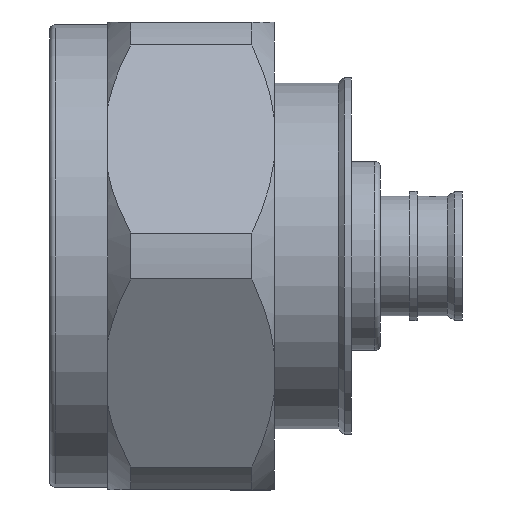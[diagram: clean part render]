
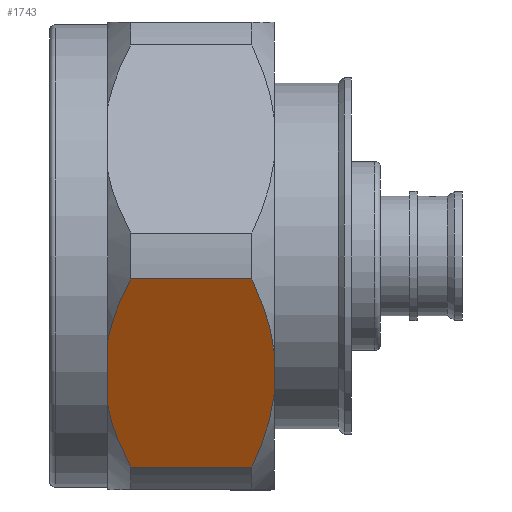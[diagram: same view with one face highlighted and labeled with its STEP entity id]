
A CAD part, front view. The second image highlights one B-rep face of the part: STEP entity #1743.
In plain terms, the highlighted planar face has unit normal (0, -0.866, -0.5).
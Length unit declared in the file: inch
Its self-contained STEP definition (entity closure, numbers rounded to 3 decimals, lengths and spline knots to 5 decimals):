
#19 = ORIENTED_EDGE ( 'NONE', *, *, #382, .F. ) ;
#72 = ORIENTED_EDGE ( 'NONE', *, *, #1513, .F. ) ;
#97 = CARTESIAN_POINT ( 'NONE',  ( 0.20274, -0.41129, -0.53762 ) ) ;
#137 = VERTEX_POINT ( 'NONE', #1928 ) ;
#143 = CARTESIAN_POINT ( 'NONE',  ( 0.1552, -0.49051, -0.4004 ) ) ;
#254 = B_SPLINE_CURVE_WITH_KNOTS ( 'NONE', 3,
 ( #3933, #5061, #1146, #2361, #2744, #368, #3150, #762 ),
 .UNSPECIFIED., .F., .F.,
 ( 4, 2, 2, 4 ),
 ( 0.02783, 0.03035, 0.03161, 0.03287 ),
 .UNSPECIFIED. ) ;
#311 = FACE_OUTER_BOUND ( 'NONE', #3164, .T. ) ;
#345 = CARTESIAN_POINT ( 'NONE',  ( 0.54048, -0.68623, -0.06141 ) ) ;
#368 = CARTESIAN_POINT ( 'NONE',  ( 0.20311, -0.67117, -0.0875 ) ) ;
#382 = EDGE_CURVE ( 'NONE', #827, #3531, #4953, .T. ) ;
#468 = PLANE ( 'NONE',  #2979 ) ;
#473 = CARTESIAN_POINT ( 'NONE',  ( 0.16927, -0.45827, -0.45626 ) ) ;
#505 = CARTESIAN_POINT ( 'NONE',  ( 0.59945, -0.38411, -0.58471 ) ) ;
#508 = EDGE_CURVE ( 'NONE', #940, #827, #3197, .T. ) ;
#603 = DIRECTION ( 'NONE',  ( 0., -0.5, 0.866 ) ) ;
#612 = LINE ( 'NONE', #4559, #4947 ) ;
#712 = EDGE_CURVE ( 'NONE', #3005, #940, #4501, .T. ) ;
#762 = CARTESIAN_POINT ( 'NONE',  ( 0.21663, -0.68623, -0.06141 ) ) ;
#773 = CARTESIAN_POINT ( 'NONE',  ( 0.55507, -0.6685, -0.09213 ) ) ;
#777 = CARTESIAN_POINT ( 'NONE',  ( 0.59453, -0.48821, -0.40439 ) ) ;
#827 = VERTEX_POINT ( 'NONE', #1240 ) ;
#866 = CARTESIAN_POINT ( 'NONE',  ( 0.21663, -0.68623, -0.06141 ) ) ;
#886 = CARTESIAN_POINT ( 'NONE',  ( 0.9, -0.36084, -0.625 ) ) ;
#940 = VERTEX_POINT ( 'NONE', #2884 ) ;
#964 = DIRECTION ( 'NONE',  ( 1., 0., 0. ) ) ;
#1055 = CARTESIAN_POINT ( 'NONE',  ( 0.59945, -0.50748, -0.37103 ) ) ;
#1116 = EDGE_CURVE ( 'NONE', #3531, #4455, #3167, .T. ) ;
#1139 = ORIENTED_EDGE ( 'NONE', *, *, #1220, .F. ) ;
#1146 = CARTESIAN_POINT ( 'NONE',  ( 0.16926, -0.62425, -0.16876 ) ) ;
#1220 = EDGE_CURVE ( 'NONE', #4899, #2588, #612, .T. ) ;
#1240 = CARTESIAN_POINT ( 'NONE',  ( 0.21663, -0.3963, -0.56359 ) ) ;
#1284 = ORIENTED_EDGE ( 'NONE', *, *, #2218, .F. ) ;
#1513 = EDGE_CURVE ( 'NONE', #4455, #4899, #254, .T. ) ;
#1559 = CARTESIAN_POINT ( 'NONE',  ( 0.54048, -0.68623, -0.06141 ) ) ;
#1623 = CARTESIAN_POINT ( 'NONE',  ( 0.59742, -0.49782, -0.38775 ) ) ;
#1640 = CARTESIAN_POINT ( 'NONE',  ( 0.56781, -0.4322, -0.5014 ) ) ;
#1734 = DIRECTION ( 'NONE',  ( 0., 0.5, -0.866 ) ) ;
#1743 = ADVANCED_FACE ( 'NONE', ( #311 ), #468, .T. ) ;
#1785 = ORIENTED_EDGE ( 'NONE', *, *, #1116, .F. ) ;
#1928 = CARTESIAN_POINT ( 'NONE',  ( 0.59945, -0.57506, -0.25397 ) ) ;
#1947 = CARTESIAN_POINT ( 'NONE',  ( 0.59945, -0.57506, -0.25397 ) ) ;
#2126 = CARTESIAN_POINT ( 'NONE',  ( 0.1552, -0.38694, -0.57981 ) ) ;
#2218 = EDGE_CURVE ( 'NONE', #137, #3005, #4792, .T. ) ;
#2361 = CARTESIAN_POINT ( 'NONE',  ( 0.18499, -0.64794, -0.12773 ) ) ;
#2371 = VECTOR ( 'NONE', #603, 39.37008 ) ;
#2522 = CARTESIAN_POINT ( 'NONE',  ( 0.16093, -0.4743, -0.4285 ) ) ;
#2588 = VERTEX_POINT ( 'NONE', #1559 ) ;
#2744 = CARTESIAN_POINT ( 'NONE',  ( 0.19077, -0.65578, -0.11416 ) ) ;
#2773 = CARTESIAN_POINT ( 'NONE',  ( 0.5829, -0.45995, -0.45335 ) ) ;
#2786 = CARTESIAN_POINT ( 'NONE',  ( 0.59945, -0.50748, -0.37103 ) ) ;
#2858 = DIRECTION ( 'NONE',  ( 0., -0.866, -0.5 ) ) ;
#2884 = CARTESIAN_POINT ( 'NONE',  ( 0.54048, -0.3963, -0.56359 ) ) ;
#2979 = AXIS2_PLACEMENT_3D ( 'NONE', #886, #2858, #4095 ) ;
#3005 = VERTEX_POINT ( 'NONE', #1055 ) ;
#3021 = B_SPLINE_CURVE_WITH_KNOTS ( 'NONE', 3,
 ( #345, #773, #3141, #3524, #3923, #3506, #4726, #1947 ),
 .UNSPECIFIED., .F., .F.,
 ( 4, 2, 2, 4 ),
 ( 0.01696, 0.01988, 0.02134, 0.02281 ),
 .UNSPECIFIED. ) ;
#3029 = ORIENTED_EDGE ( 'NONE', *, *, #508, .F. ) ;
#3141 = CARTESIAN_POINT ( 'NONE',  ( 0.56777, -0.65039, -0.12348 ) ) ;
#3150 = CARTESIAN_POINT ( 'NONE',  ( 0.2097, -0.67875, -0.07437 ) ) ;
#3164 = EDGE_LOOP ( 'NONE', ( #19, #3029, #4222, #1284, #4866, #1139, #72, #1785 ) ) ;
#3167 = LINE ( 'NONE', #2126, #2371 ) ;
#3197 = LINE ( 'NONE', #4565, #3512 ) ;
#3506 = CARTESIAN_POINT ( 'NONE',  ( 0.59461, -0.59407, -0.22104 ) ) ;
#3512 = VECTOR ( 'NONE', #3825, 39.37008 ) ;
#3524 = CARTESIAN_POINT ( 'NONE',  ( 0.58295, -0.62248, -0.17183 ) ) ;
#3531 = VERTEX_POINT ( 'NONE', #4869 ) ;
#3579 = CARTESIAN_POINT ( 'NONE',  ( 0.58728, -0.46929, -0.43716 ) ) ;
#3639 = CARTESIAN_POINT ( 'NONE',  ( 0.21663, -0.3963, -0.56359 ) ) ;
#3825 = DIRECTION ( 'NONE',  ( -1., 0., 0. ) ) ;
#3868 = EDGE_CURVE ( 'NONE', #2588, #137, #3021, .T. ) ;
#3923 = CARTESIAN_POINT ( 'NONE',  ( 0.58737, -0.61302, -0.18823 ) ) ;
#3933 = CARTESIAN_POINT ( 'NONE',  ( 0.1552, -0.59202, -0.2246 ) ) ;
#4048 = CARTESIAN_POINT ( 'NONE',  ( 0.19027, -0.42663, -0.51105 ) ) ;
#4095 = DIRECTION ( 'NONE',  ( 0., 0.5, -0.866 ) ) ;
#4222 = ORIENTED_EDGE ( 'NONE', *, *, #712, .F. ) ;
#4348 = CARTESIAN_POINT ( 'NONE',  ( 0.54048, -0.3963, -0.56359 ) ) ;
#4410 = CARTESIAN_POINT ( 'NONE',  ( 0.55512, -0.4141, -0.53275 ) ) ;
#4455 = VERTEX_POINT ( 'NONE', #4472 ) ;
#4472 = CARTESIAN_POINT ( 'NONE',  ( 0.1552, -0.59202, -0.2246 ) ) ;
#4501 = B_SPLINE_CURVE_WITH_KNOTS ( 'NONE', 3,
 ( #2786, #1623, #777, #3579, #2773, #1640, #4410, #4348 ),
 .UNSPECIFIED., .F., .F.,
 ( 4, 2, 2, 4 ),
 ( 0.02625, 0.02771, 0.02918, 0.03211 ),
 .UNSPECIFIED. ) ;
#4559 = CARTESIAN_POINT ( 'NONE',  ( 0.88362, -0.68623, -0.06141 ) ) ;
#4565 = CARTESIAN_POINT ( 'NONE',  ( 0.88362, -0.3963, -0.56359 ) ) ;
#4726 = CARTESIAN_POINT ( 'NONE',  ( 0.59744, -0.58457, -0.23749 ) ) ;
#4792 = LINE ( 'NONE', #505, #4972 ) ;
#4866 = ORIENTED_EDGE ( 'NONE', *, *, #3868, .F. ) ;
#4869 = CARTESIAN_POINT ( 'NONE',  ( 0.1552, -0.49051, -0.4004 ) ) ;
#4899 = VERTEX_POINT ( 'NONE', #866 ) ;
#4947 = VECTOR ( 'NONE', #964, 39.37008 ) ;
#4953 = B_SPLINE_CURVE_WITH_KNOTS ( 'NONE', 3,
 ( #3639, #97, #4048, #473, #2522, #143 ),
 .UNSPECIFIED., .F., .F.,
 ( 4, 2, 4 ),
 ( 0.01762, 0.02014, 0.02266 ),
 .UNSPECIFIED. ) ;
#4972 = VECTOR ( 'NONE', #1734, 39.37008 ) ;
#5061 = CARTESIAN_POINT ( 'NONE',  ( 0.16093, -0.60826, -0.19647 ) ) ;
